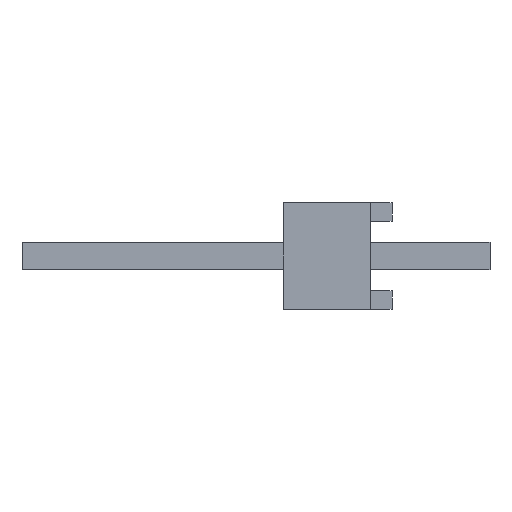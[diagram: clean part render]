
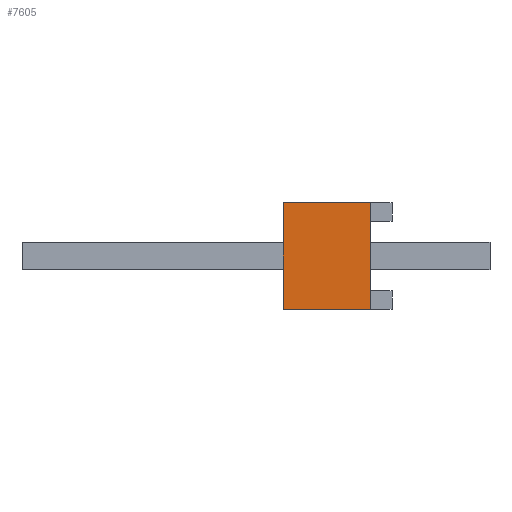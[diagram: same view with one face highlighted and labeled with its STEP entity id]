
A CAD part, left-side view. The second image highlights one B-rep face of the part: STEP entity #7605.
In plain terms, the highlighted planar face has unit normal (-1, 0, 0).
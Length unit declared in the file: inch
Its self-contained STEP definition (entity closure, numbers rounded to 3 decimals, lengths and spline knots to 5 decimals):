
#254 = ORIENTED_EDGE ( 'NONE', *, *, #4767, .F. ) ;
#493 = DIRECTION ( 'NONE',  ( 0., 0., -1. ) ) ;
#536 = LINE ( 'NONE', #4339, #8011 ) ;
#806 = EDGE_LOOP ( 'NONE', ( #4251, #4509, #254, #8971 ) ) ;
#860 = AXIS2_PLACEMENT_3D ( 'NONE', #3390, #4179, #493 ) ;
#1294 = PLANE ( 'NONE',  #860 ) ;
#1976 = FACE_OUTER_BOUND ( 'NONE', #806, .T. ) ;
#2989 = DIRECTION ( 'NONE',  ( 0., -1., 0. ) ) ;
#3056 = DIRECTION ( 'NONE',  ( 0., 0., -1. ) ) ;
#3200 = VECTOR ( 'NONE', #5844, 39.37008 ) ;
#3390 = CARTESIAN_POINT ( 'NONE',  ( -0.35, 0.1, -0.049 ) ) ;
#3647 = CARTESIAN_POINT ( 'NONE',  ( -0.35, 0.1, 0.049 ) ) ;
#3683 = CARTESIAN_POINT ( 'NONE',  ( -0.35, 0.1, 0.049 ) ) ;
#3888 = VERTEX_POINT ( 'NONE', #7864 ) ;
#3905 = CARTESIAN_POINT ( 'NONE',  ( -0.35, 0.02, -0.049 ) ) ;
#4179 = DIRECTION ( 'NONE',  ( 1., 0., 0. ) ) ;
#4251 = ORIENTED_EDGE ( 'NONE', *, *, #8990, .F. ) ;
#4339 = CARTESIAN_POINT ( 'NONE',  ( -0.35, 0.1, -0.049 ) ) ;
#4509 = ORIENTED_EDGE ( 'NONE', *, *, #8941, .F. ) ;
#4705 = LINE ( 'NONE', #7033, #7804 ) ;
#4767 = EDGE_CURVE ( 'NONE', #6209, #7312, #4705, .T. ) ;
#5035 = VERTEX_POINT ( 'NONE', #3905 ) ;
#5844 = DIRECTION ( 'NONE',  ( 0., -1., 0. ) ) ;
#6209 = VERTEX_POINT ( 'NONE', #7159 ) ;
#7006 = VECTOR ( 'NONE', #3056, 39.37008 ) ;
#7033 = CARTESIAN_POINT ( 'NONE',  ( -0.35, 0.1, -0.049 ) ) ;
#7159 = CARTESIAN_POINT ( 'NONE',  ( -0.35, 0.1, -0.049 ) ) ;
#7278 = EDGE_CURVE ( 'NONE', #6209, #5035, #536, .T. ) ;
#7312 = VERTEX_POINT ( 'NONE', #3647 ) ;
#7412 = CARTESIAN_POINT ( 'NONE',  ( -0.35, 0.02, -0.049 ) ) ;
#7605 = ADVANCED_FACE ( 'NONE', ( #1976 ), #1294, .F. ) ;
#7765 = LINE ( 'NONE', #7412, #7006 ) ;
#7790 = DIRECTION ( 'NONE',  ( 0., 0., 1. ) ) ;
#7804 = VECTOR ( 'NONE', #7790, 39.37008 ) ;
#7864 = CARTESIAN_POINT ( 'NONE',  ( -0.35, 0.02, 0.049 ) ) ;
#8011 = VECTOR ( 'NONE', #2989, 39.37008 ) ;
#8858 = LINE ( 'NONE', #3683, #3200 ) ;
#8941 = EDGE_CURVE ( 'NONE', #7312, #3888, #8858, .T. ) ;
#8971 = ORIENTED_EDGE ( 'NONE', *, *, #7278, .T. ) ;
#8990 = EDGE_CURVE ( 'NONE', #3888, #5035, #7765, .T. ) ;
